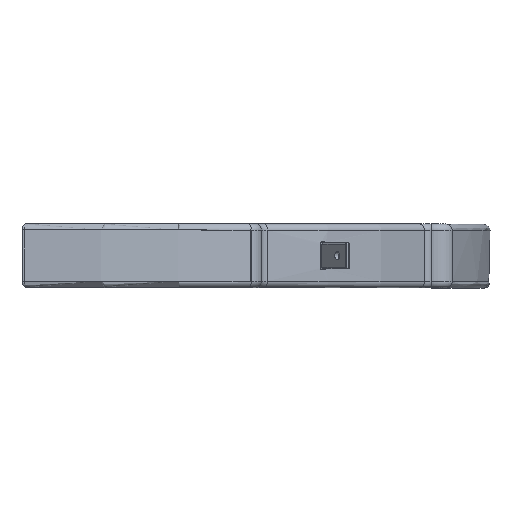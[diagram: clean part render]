
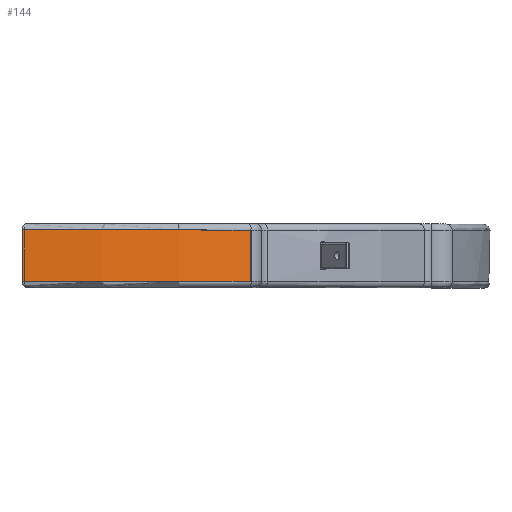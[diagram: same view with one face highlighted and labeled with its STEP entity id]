
A CAD part, top view. The second image highlights one B-rep face of the part: STEP entity #144.
In plain terms, the highlighted cylindrical face has radius 380 mm (diameter 760 mm), a partial arc.
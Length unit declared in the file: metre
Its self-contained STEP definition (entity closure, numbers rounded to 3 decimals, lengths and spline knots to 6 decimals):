
#144 = ADVANCED_FACE( '', ( #346 ), #347, .T. );
#346 = FACE_OUTER_BOUND( '', #981, .T. );
#347 = CYLINDRICAL_SURFACE( '', #982, 0.38 );
#981 = EDGE_LOOP( '', ( #2321, #2322, #2323, #2324 ) );
#982 = AXIS2_PLACEMENT_3D( '', #2325, #2326, #2327 );
#2321 = ORIENTED_EDGE( '', *, *, #2949, .T. );
#2322 = ORIENTED_EDGE( '', *, *, #2950, .T. );
#2323 = ORIENTED_EDGE( '', *, *, #2945, .T. );
#2324 = ORIENTED_EDGE( '', *, *, #2951, .T. );
#2325 = CARTESIAN_POINT( '', ( 0., 0.025, 0. ) );
#2326 = DIRECTION( '', ( 0., 1., 0. ) );
#2327 = DIRECTION( '', ( 1., 0., 0. ) );
#2945 = EDGE_CURVE( '', #3284, #3289, #3291, .T. );
#2949 = EDGE_CURVE( '', #3295, #3296, #3297, .F. );
#2950 = EDGE_CURVE( '', #3296, #3284, #3298, .T. );
#2951 = EDGE_CURVE( '', #3289, #3295, #3299, .F. );
#3284 = VERTEX_POINT( '', #4239 );
#3289 = VERTEX_POINT( '', #4245 );
#3291 = LINE( '', #4247, #4248 );
#3295 = VERTEX_POINT( '', #4253 );
#3296 = VERTEX_POINT( '', #4254 );
#3297 = LINE( '', #4255, #4256 );
#3298 = CIRCLE( '', #4257, 0.38 );
#3299 = CIRCLE( '', #4258, 0.38 );
#4239 = CARTESIAN_POINT( '', ( 0., 0.02, 0.38 ) );
#4245 = CARTESIAN_POINT( '', ( 0., -0.02, 0.38 ) );
#4247 = CARTESIAN_POINT( '', ( 0., 0.025, 0.38 ) );
#4248 = VECTOR( '', #5204, 1. );
#4253 = CARTESIAN_POINT( '', ( 0.179188, -0.02, 0.3351 ) );
#4254 = CARTESIAN_POINT( '', ( 0.179188, 0.02, 0.3351 ) );
#4255 = CARTESIAN_POINT( '', ( 0.179188, 0.025, 0.3351 ) );
#4256 = VECTOR( '', #5206, 1. );
#4257 = AXIS2_PLACEMENT_3D( '', #5207, #5208, #5209 );
#4258 = AXIS2_PLACEMENT_3D( '', #5210, #5211, #5212 );
#5204 = DIRECTION( '', ( 0., -1., 0. ) );
#5206 = DIRECTION( '', ( 0., -1., 0. ) );
#5207 = CARTESIAN_POINT( '', ( 0., 0.02, 0. ) );
#5208 = DIRECTION( '', ( 0., -1., 0. ) );
#5209 = DIRECTION( '', ( 1., 0., 0. ) );
#5210 = CARTESIAN_POINT( '', ( 0., -0.02, 0. ) );
#5211 = DIRECTION( '', ( 0., -1., 0. ) );
#5212 = DIRECTION( '', ( 1., 0., 0. ) );
